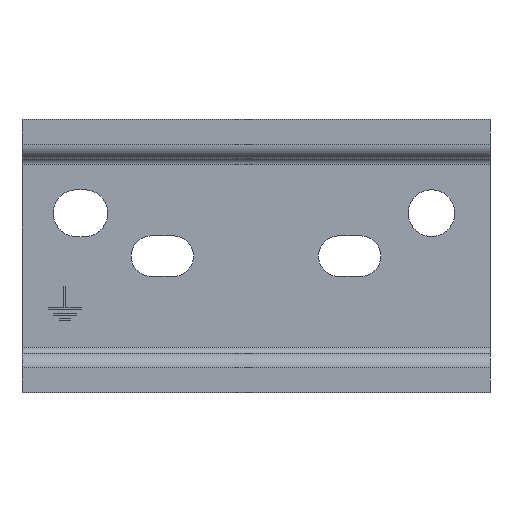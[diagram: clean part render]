
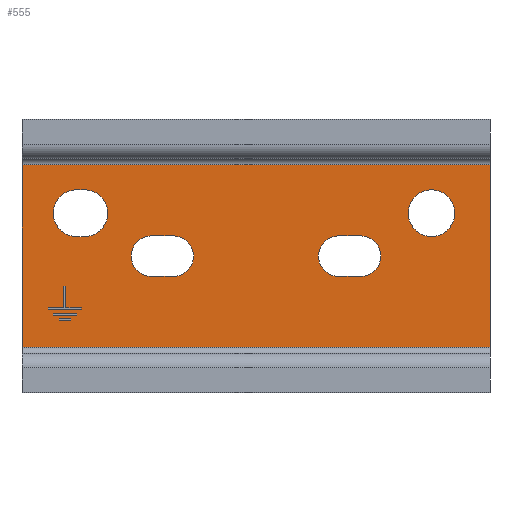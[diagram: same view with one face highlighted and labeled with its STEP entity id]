
A CAD part, top view. The second image highlights one B-rep face of the part: STEP entity #555.
In plain terms, the highlighted planar face has unit normal (0, 0, 1).
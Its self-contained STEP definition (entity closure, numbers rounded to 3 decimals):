
#493=FACE_BOUND('',#708,.T.);
#494=FACE_BOUND('',#709,.T.);
#495=FACE_BOUND('',#710,.T.);
#496=FACE_BOUND('',#711,.T.);
#497=FACE_BOUND('',#712,.T.);
#524=CIRCLE('',#1547,3.);
#525=CIRCLE('',#1548,3.);
#526=CIRCLE('',#1549,3.);
#527=CIRCLE('',#1550,2.6);
#528=CIRCLE('',#1551,2.6);
#529=CIRCLE('',#1552,2.6);
#530=CIRCLE('',#1553,2.6);
#555=ADVANCED_FACE('',(#493,#494,#495,#496,#497),#610,.T.);
#610=PLANE('',#1554);
#708=EDGE_LOOP('',(#789));
#709=EDGE_LOOP('',(#790,#791,#792,#793));
#710=EDGE_LOOP('',(#794,#795,#796,#797));
#711=EDGE_LOOP('',(#798,#799,#800,#801));
#712=EDGE_LOOP('',(#802,#803,#804,#805));
#789=ORIENTED_EDGE('',*,*,#1175,.F.);
#790=ORIENTED_EDGE('',*,*,#1176,.F.);
#791=ORIENTED_EDGE('',*,*,#1177,.F.);
#792=ORIENTED_EDGE('',*,*,#1178,.F.);
#793=ORIENTED_EDGE('',*,*,#1179,.F.);
#794=ORIENTED_EDGE('',*,*,#1180,.F.);
#795=ORIENTED_EDGE('',*,*,#1181,.F.);
#796=ORIENTED_EDGE('',*,*,#1182,.F.);
#797=ORIENTED_EDGE('',*,*,#1183,.F.);
#798=ORIENTED_EDGE('',*,*,#1184,.F.);
#799=ORIENTED_EDGE('',*,*,#1185,.F.);
#800=ORIENTED_EDGE('',*,*,#1186,.F.);
#801=ORIENTED_EDGE('',*,*,#1187,.F.);
#802=ORIENTED_EDGE('',*,*,#1188,.F.);
#803=ORIENTED_EDGE('',*,*,#1174,.F.);
#804=ORIENTED_EDGE('',*,*,#1189,.T.);
#805=ORIENTED_EDGE('',*,*,#1190,.T.);
#1071=VERTEX_POINT('',#1952);
#1072=VERTEX_POINT('',#1954);
#1073=VERTEX_POINT('',#1958);
#1074=VERTEX_POINT('',#1960);
#1075=VERTEX_POINT('',#1961);
#1076=VERTEX_POINT('',#1963);
#1077=VERTEX_POINT('',#1965);
#1078=VERTEX_POINT('',#1968);
#1079=VERTEX_POINT('',#1969);
#1080=VERTEX_POINT('',#1971);
#1081=VERTEX_POINT('',#1973);
#1082=VERTEX_POINT('',#1976);
#1083=VERTEX_POINT('',#1977);
#1084=VERTEX_POINT('',#1979);
#1085=VERTEX_POINT('',#1981);
#1086=VERTEX_POINT('',#1984);
#1087=VERTEX_POINT('',#1986);
#1174=EDGE_CURVE('',#1072,#1071,#1316,.T.);
#1175=EDGE_CURVE('',#1073,#1073,#524,.T.);
#1176=EDGE_CURVE('',#1074,#1075,#525,.T.);
#1177=EDGE_CURVE('',#1076,#1074,#1317,.T.);
#1178=EDGE_CURVE('',#1077,#1076,#526,.T.);
#1179=EDGE_CURVE('',#1075,#1077,#1318,.T.);
#1180=EDGE_CURVE('',#1078,#1079,#527,.T.);
#1181=EDGE_CURVE('',#1080,#1078,#1319,.T.);
#1182=EDGE_CURVE('',#1081,#1080,#528,.T.);
#1183=EDGE_CURVE('',#1079,#1081,#1320,.T.);
#1184=EDGE_CURVE('',#1082,#1083,#529,.T.);
#1185=EDGE_CURVE('',#1084,#1082,#1321,.T.);
#1186=EDGE_CURVE('',#1085,#1084,#530,.T.);
#1187=EDGE_CURVE('',#1083,#1085,#1322,.T.);
#1188=EDGE_CURVE('',#1071,#1086,#1323,.T.);
#1189=EDGE_CURVE('',#1072,#1087,#1324,.T.);
#1190=EDGE_CURVE('',#1087,#1086,#1325,.T.);
#1316=LINE('',#1955,#1432);
#1317=LINE('',#1962,#1433);
#1318=LINE('',#1966,#1434);
#1319=LINE('',#1970,#1435);
#1320=LINE('',#1974,#1436);
#1321=LINE('',#1978,#1437);
#1322=LINE('',#1982,#1438);
#1323=LINE('',#1983,#1439);
#1324=LINE('',#1985,#1440);
#1325=LINE('',#1987,#1441);
#1432=VECTOR('',#1656,1.);
#1433=VECTOR('',#1663,1.);
#1434=VECTOR('',#1666,1.);
#1435=VECTOR('',#1669,1.);
#1436=VECTOR('',#1672,1.);
#1437=VECTOR('',#1675,1.);
#1438=VECTOR('',#1678,1.);
#1439=VECTOR('',#1679,1.);
#1440=VECTOR('',#1680,1.);
#1441=VECTOR('',#1681,1.);
#1547=AXIS2_PLACEMENT_3D('',#1957,#1659,#1660);
#1548=AXIS2_PLACEMENT_3D('',#1959,#1661,#1662);
#1549=AXIS2_PLACEMENT_3D('',#1964,#1664,#1665);
#1550=AXIS2_PLACEMENT_3D('',#1967,#1667,#1668);
#1551=AXIS2_PLACEMENT_3D('',#1972,#1670,#1671);
#1552=AXIS2_PLACEMENT_3D('',#1975,#1673,#1674);
#1553=AXIS2_PLACEMENT_3D('',#1980,#1676,#1677);
#1554=AXIS2_PLACEMENT_3D('',#1988,#1682,#1683);
#1656=DIRECTION('',(-1.,0.,0.));
#1659=DIRECTION('',(0.,0.,1.));
#1660=DIRECTION('',(1.,0.,0.));
#1661=DIRECTION('',(0.,0.,1.));
#1662=DIRECTION('',(1.,0.,0.));
#1663=DIRECTION('',(-1.,0.,0.));
#1664=DIRECTION('',(0.,0.,1.));
#1665=DIRECTION('',(1.,0.,0.));
#1666=DIRECTION('',(1.,0.,0.));
#1667=DIRECTION('',(0.,0.,1.));
#1668=DIRECTION('',(1.,0.,0.));
#1669=DIRECTION('',(-1.,0.,0.));
#1670=DIRECTION('',(0.,0.,1.));
#1671=DIRECTION('',(1.,0.,0.));
#1672=DIRECTION('',(1.,0.,0.));
#1673=DIRECTION('',(0.,0.,1.));
#1674=DIRECTION('',(1.,0.,0.));
#1675=DIRECTION('',(-1.,0.,0.));
#1676=DIRECTION('',(0.,0.,1.));
#1677=DIRECTION('',(1.,0.,0.));
#1678=DIRECTION('',(1.,0.,0.));
#1679=DIRECTION('',(0.,1.,0.));
#1680=DIRECTION('',(0.,1.,0.));
#1681=DIRECTION('',(-1.,0.,0.));
#1682=DIRECTION('',(0.,0.,1.));
#1683=DIRECTION('',(1.,0.,0.));
#1952=CARTESIAN_POINT('',(0.,-11.7,-14.));
#1954=CARTESIAN_POINT('',(60.,-11.7,-14.));
#1955=CARTESIAN_POINT('',(60.,-11.7,-14.));
#1957=CARTESIAN_POINT('',(52.5,5.5,-14.));
#1958=CARTESIAN_POINT('',(55.5,5.5,-14.));
#1959=CARTESIAN_POINT('',(7.,5.5,-14.));
#1960=CARTESIAN_POINT('',(7.,8.5,-14.));
#1961=CARTESIAN_POINT('',(7.,2.5,-14.));
#1962=CARTESIAN_POINT('',(60.,8.5,-14.));
#1963=CARTESIAN_POINT('',(8.,8.5,-14.));
#1964=CARTESIAN_POINT('',(8.,5.5,-14.));
#1965=CARTESIAN_POINT('',(8.,2.5,-14.));
#1966=CARTESIAN_POINT('',(60.,2.5,-14.));
#1967=CARTESIAN_POINT('',(16.6,0.,-14.));
#1968=CARTESIAN_POINT('',(16.6,2.6,-14.));
#1969=CARTESIAN_POINT('',(16.6,-2.6,-14.));
#1970=CARTESIAN_POINT('',(60.,2.6,-14.));
#1971=CARTESIAN_POINT('',(19.4,2.6,-14.));
#1972=CARTESIAN_POINT('',(19.4,0.,-14.));
#1973=CARTESIAN_POINT('',(19.4,-2.6,-14.));
#1974=CARTESIAN_POINT('',(60.,-2.6,-14.));
#1975=CARTESIAN_POINT('',(40.6,0.,-14.));
#1976=CARTESIAN_POINT('',(40.6,2.6,-14.));
#1977=CARTESIAN_POINT('',(40.6,-2.6,-14.));
#1978=CARTESIAN_POINT('',(60.,2.6,-14.));
#1979=CARTESIAN_POINT('',(43.4,2.6,-14.));
#1980=CARTESIAN_POINT('',(43.4,0.,-14.));
#1981=CARTESIAN_POINT('',(43.4,-2.6,-14.));
#1982=CARTESIAN_POINT('',(60.,-2.6,-14.));
#1983=CARTESIAN_POINT('',(0.,-11.7,-14.));
#1984=CARTESIAN_POINT('',(0.,11.7,-14.));
#1985=CARTESIAN_POINT('',(60.,-11.7,-14.));
#1986=CARTESIAN_POINT('',(60.,11.7,-14.));
#1987=CARTESIAN_POINT('',(60.,11.7,-14.));
#1988=CARTESIAN_POINT('',(60.,-11.7,-14.));
